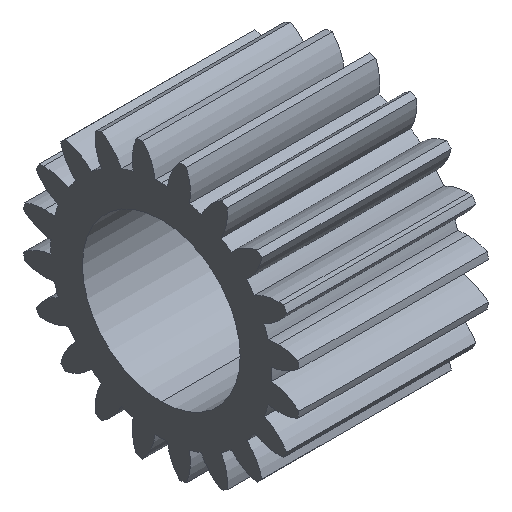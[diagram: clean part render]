
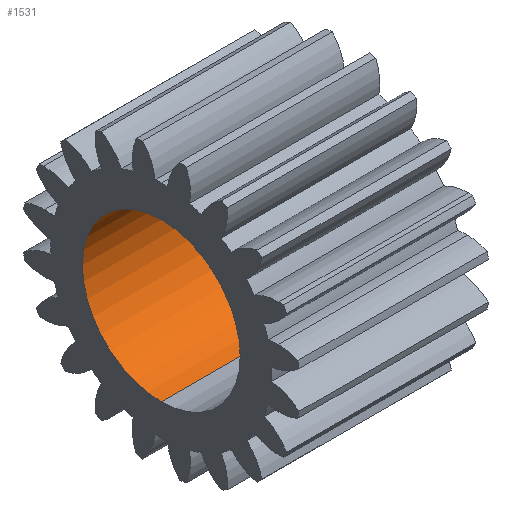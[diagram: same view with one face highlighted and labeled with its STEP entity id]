
A CAD part, isometric view. The second image highlights one B-rep face of the part: STEP entity #1531.
In plain terms, the highlighted cylindrical face has radius 12.5 mm (diameter 25 mm), a partial arc.
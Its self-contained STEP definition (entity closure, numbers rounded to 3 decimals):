
#82 = CARTESIAN_POINT ( 'NONE',  ( 0., 0., -12.5 ) ) ;
#160 = LINE ( 'NONE', #888, #2537 ) ;
#284 = DIRECTION ( 'NONE',  ( 0., 0., 1. ) ) ;
#432 = DIRECTION ( 'NONE',  ( -1., 0., 0. ) ) ;
#497 = VECTOR ( 'NONE', #2079, 1000. ) ;
#527 = EDGE_CURVE ( 'NONE', #2817, #2087, #2815, .T. ) ;
#551 = EDGE_CURVE ( 'NONE', #1171, #2048, #160, .T. ) ;
#589 = CARTESIAN_POINT ( 'NONE',  ( 30., 0., 0. ) ) ;
#594 = CARTESIAN_POINT ( 'NONE',  ( 0., 0., 12.5 ) ) ;
#728 = DIRECTION ( 'NONE',  ( -1., 0., 0. ) ) ;
#738 = ORIENTED_EDGE ( 'NONE', *, *, #2920, .T. ) ;
#793 = CIRCLE ( 'NONE', #2225, 12.5 ) ;
#858 = AXIS2_PLACEMENT_3D ( 'NONE', #969, #728, #284 ) ;
#888 = CARTESIAN_POINT ( 'NONE',  ( 50., 0., -12.5 ) ) ;
#969 = CARTESIAN_POINT ( 'NONE',  ( 50., 0., 0. ) ) ;
#986 = ORIENTED_EDGE ( 'NONE', *, *, #527, .T. ) ;
#1103 = CARTESIAN_POINT ( 'NONE',  ( 50., 0., 12.5 ) ) ;
#1107 = DIRECTION ( 'NONE',  ( -1., 0., 0. ) ) ;
#1171 = VERTEX_POINT ( 'NONE', #2765 ) ;
#1443 = FACE_OUTER_BOUND ( 'NONE', #2722, .T. ) ;
#1531 = ADVANCED_FACE ( 'NONE', ( #1443 ), #1732, .F. ) ;
#1615 = DIRECTION ( 'NONE',  ( 0., 0., -1. ) ) ;
#1650 = CIRCLE ( 'NONE', #2373, 12.5 ) ;
#1732 = CYLINDRICAL_SURFACE ( 'NONE', #858, 12.5 ) ;
#1773 = ORIENTED_EDGE ( 'NONE', *, *, #2946, .T. ) ;
#1973 = CARTESIAN_POINT ( 'NONE',  ( 30., 0., 12.5 ) ) ;
#2048 = VERTEX_POINT ( 'NONE', #82 ) ;
#2057 = DIRECTION ( 'NONE',  ( 0., 0., 1. ) ) ;
#2079 = DIRECTION ( 'NONE',  ( -1., 0., 0. ) ) ;
#2087 = VERTEX_POINT ( 'NONE', #594 ) ;
#2225 = AXIS2_PLACEMENT_3D ( 'NONE', #589, #3036, #2057 ) ;
#2373 = AXIS2_PLACEMENT_3D ( 'NONE', #2587, #1107, #1615 ) ;
#2537 = VECTOR ( 'NONE', #432, 1000. ) ;
#2587 = CARTESIAN_POINT ( 'NONE',  ( 0., 0., 0. ) ) ;
#2722 = EDGE_LOOP ( 'NONE', ( #2749, #1773, #986, #738 ) ) ;
#2749 = ORIENTED_EDGE ( 'NONE', *, *, #551, .F. ) ;
#2765 = CARTESIAN_POINT ( 'NONE',  ( 30., 0., -12.5 ) ) ;
#2815 = LINE ( 'NONE', #1103, #497 ) ;
#2817 = VERTEX_POINT ( 'NONE', #1973 ) ;
#2920 = EDGE_CURVE ( 'NONE', #2087, #2048, #1650, .T. ) ;
#2946 = EDGE_CURVE ( 'NONE', #1171, #2817, #793, .T. ) ;
#3036 = DIRECTION ( 'NONE',  ( 1., 0., 0. ) ) ;
